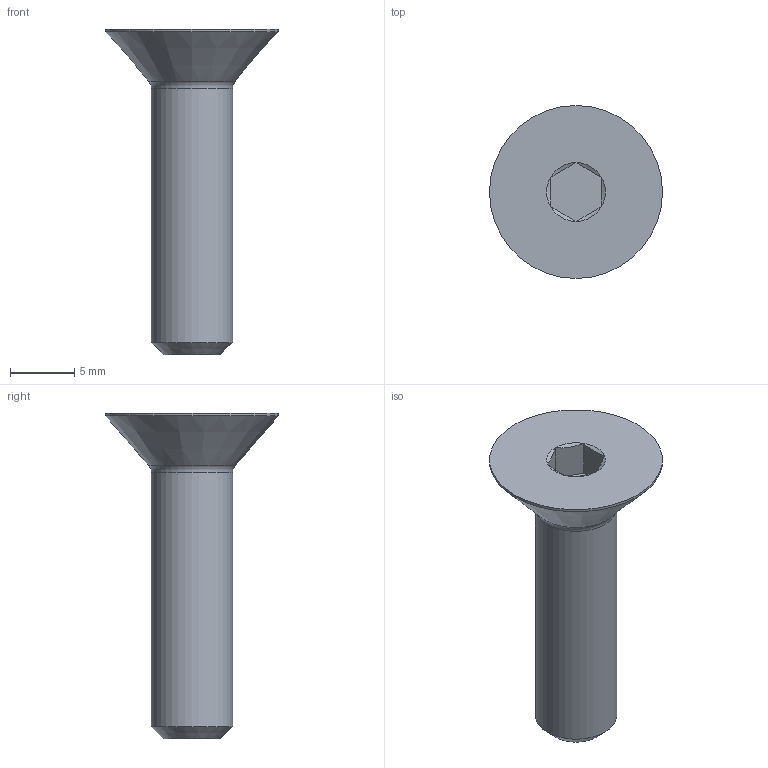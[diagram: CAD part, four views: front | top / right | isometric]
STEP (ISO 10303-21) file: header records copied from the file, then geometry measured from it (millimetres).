
FILE_DESCRIPTION(/* description */ (''),/* implementation_level */ '2;1');
FILE_NAME(/* name */ 'flat_hex_.25_20_1_91253A542.ipt.stp',/* time_stamp */ '2018-01-01T11:15:35-08:00',/* author */ ('PhillipD'),/* organization */ (''),/* preprocessor_version */ 'ST-DEVELOPER v16.13',/* originating_system */ 'Autodesk Inventor 2018',/* authorisation */ '');
FILE_SCHEMA (('AUTOMOTIVE_DESIGN { 1 0 10303 214 3 1 1 }'));
Length unit declared in the file: inch
Products named in the file (1): flat_hex_.25_20_1_91253A542
Bounding box: 13.49 x 13.49 x 25.4 mm (x, y, z)
Volume: 980.8 mm3; surface area: 798.9 mm2
Topology: 1 solids, 1 shells, 20 faces, 35 edges, 18 vertices
Faces by surface type: plane 9, cone 8, cylinder 2, torus 1
Full cylindrical faces by diameter (mm): 6.35 x1, 13.487 x1
Entity records: 480 total; most frequent: CARTESIAN_POINT 81, DIRECTION 78, ORIENTED_EDGE 60, AXIS2_PLACEMENT_3D 33, EDGE_CURVE 30, EDGE_LOOP 26, FACE_OUTER_BOUND 20, ADVANCED_FACE 20
